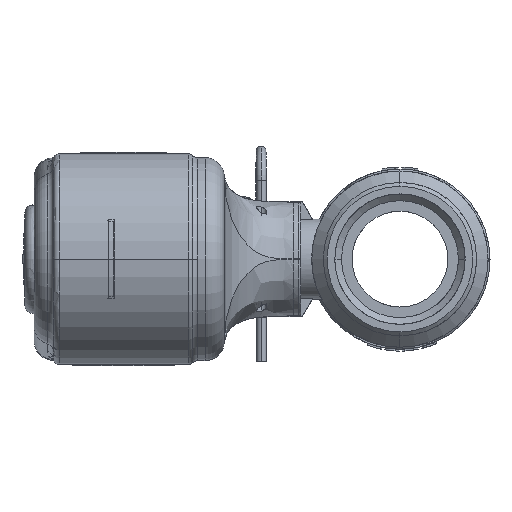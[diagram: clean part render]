
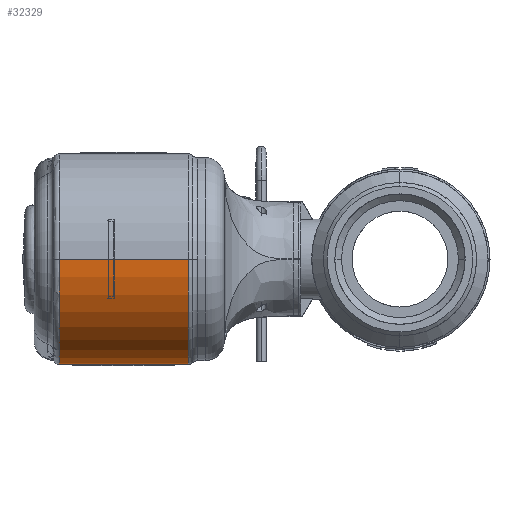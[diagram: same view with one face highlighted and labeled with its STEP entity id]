
A CAD part, left-side view. The second image highlights one B-rep face of the part: STEP entity #32329.
In plain terms, the highlighted cylindrical face has radius 27.5 mm (diameter 55 mm), a partial arc.
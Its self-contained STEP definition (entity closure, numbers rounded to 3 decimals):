
#31496=CARTESIAN_POINT('Line Origine',(-68.365,28.089,226.111)) ;
#31500=CARTESIAN_POINT('Vertex',(-68.365,11.246,226.111)) ;
#31502=CARTESIAN_POINT('Vertex',(-68.365,44.932,226.111)) ;
#32108=CARTESIAN_POINT('Vertex',(-95.865,44.932,253.611)) ;
#32116=CARTESIAN_POINT('Axis2P3D Location',(-68.365,44.932,253.611)) ;
#32306=CARTESIAN_POINT('Axis2P3D Location',(-68.365,46.432,253.611)) ;
#32311=CARTESIAN_POINT('Line Origine',(-95.865,46.432,253.611)) ;
#32315=CARTESIAN_POINT('Vertex',(-95.865,11.246,253.611)) ;
#32318=CARTESIAN_POINT('Axis2P3D Location',(-68.365,11.246,253.611)) ;
#31497=DIRECTION('Vector Direction',(0.,1.,0.)) ;
#32117=DIRECTION('Axis2P3D Direction',(0.,-1.,0.)) ;
#32307=DIRECTION('Axis2P3D Direction',(0.,-1.,0.)) ;
#32308=DIRECTION('Axis2P3D XDirection',(0.,0.,1.)) ;
#32312=DIRECTION('Vector Direction',(0.,-1.,0.)) ;
#32319=DIRECTION('Axis2P3D Direction',(0.,-1.,0.)) ;
#32118=AXIS2_PLACEMENT_3D('Circle Axis2P3D',#32116,#32117,$) ;
#32309=AXIS2_PLACEMENT_3D('Cylinder Axis2P3D',#32306,#32307,#32308) ;
#32320=AXIS2_PLACEMENT_3D('Circle Axis2P3D',#32318,#32319,$) ;
#32324=ORIENTED_EDGE('',*,*,#32317,.F.) ;
#32325=ORIENTED_EDGE('',*,*,#32120,.T.) ;
#32326=ORIENTED_EDGE('',*,*,#31504,.F.) ;
#32327=ORIENTED_EDGE('',*,*,#32322,.T.) ;
#31498=VECTOR('Line Direction',#31497,1.) ;
#32313=VECTOR('Line Direction',#32312,1.) ;
#32329=ADVANCED_FACE('NAUO1',(#32328),#32310,.T.) ;
#32119=CIRCLE('generated circle',#32118,27.5) ;
#32321=CIRCLE('generated circle',#32320,27.5) ;
#32310=CYLINDRICAL_SURFACE('generated cylinder',#32309,27.5) ;
#31504=EDGE_CURVE('',#31501,#31503,#31499,.T.) ;
#32120=EDGE_CURVE('',#32109,#31503,#32119,.T.) ;
#32317=EDGE_CURVE('',#32109,#32316,#32314,.T.) ;
#32322=EDGE_CURVE('',#31501,#32316,#32321,.F.) ;
#32323=EDGE_LOOP('',(#32324,#32325,#32326,#32327)) ;
#32328=FACE_OUTER_BOUND('',#32323,.T.) ;
#31499=LINE('Line',#31496,#31498) ;
#32314=LINE('Line',#32311,#32313) ;
#31501=VERTEX_POINT('',#31500) ;
#31503=VERTEX_POINT('',#31502) ;
#32109=VERTEX_POINT('',#32108) ;
#32316=VERTEX_POINT('',#32315) ;
